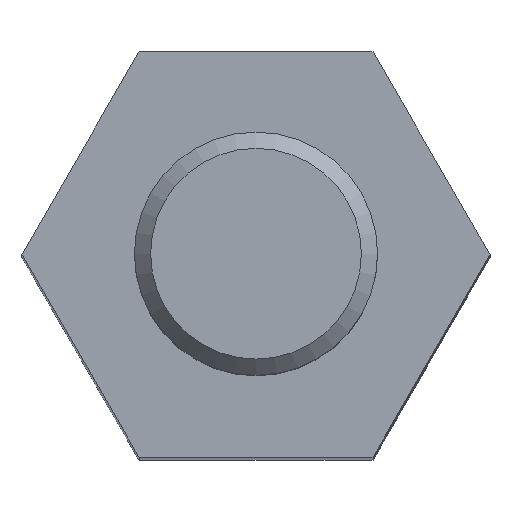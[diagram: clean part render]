
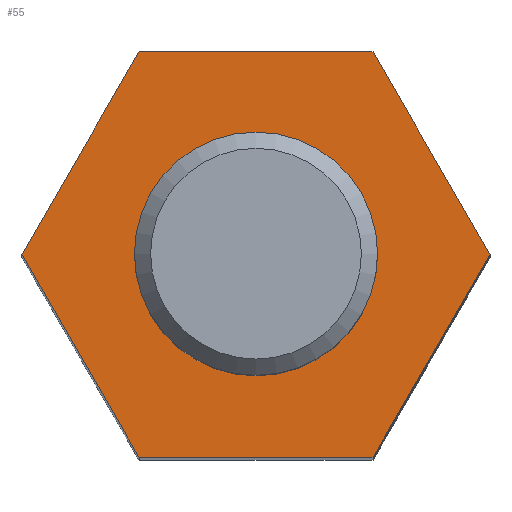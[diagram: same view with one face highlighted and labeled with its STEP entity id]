
A CAD part, top view. The second image highlights one B-rep face of the part: STEP entity #55.
In plain terms, the highlighted planar face has unit normal (0, 0, 1).
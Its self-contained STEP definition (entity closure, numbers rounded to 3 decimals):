
#55 = ADVANCED_FACE( '', ( #127, #128 ), #129, .T. );
#127 = FACE_BOUND( '', #221, .T. );
#128 = FACE_OUTER_BOUND( '', #222, .T. );
#129 = PLANE( '', #223 );
#221 = EDGE_LOOP( '', ( #319 ) );
#222 = EDGE_LOOP( '', ( #320, #321, #322, #323, #324, #325 ) );
#223 = AXIS2_PLACEMENT_3D( '', #326, #327, #328 );
#319 = ORIENTED_EDGE( '', *, *, #492, .T. );
#320 = ORIENTED_EDGE( '', *, *, #493, .T. );
#321 = ORIENTED_EDGE( '', *, *, #494, .T. );
#322 = ORIENTED_EDGE( '', *, *, #495, .T. );
#323 = ORIENTED_EDGE( '', *, *, #496, .T. );
#324 = ORIENTED_EDGE( '', *, *, #497, .T. );
#325 = ORIENTED_EDGE( '', *, *, #486, .T. );
#326 = CARTESIAN_POINT( '', ( 0., 0., 45. ) );
#327 = DIRECTION( '', ( 0., 0., 1. ) );
#328 = DIRECTION( '', ( 1., 0., 0. ) );
#486 = EDGE_CURVE( '', #558, #556, #559, .T. );
#492 = EDGE_CURVE( '', #567, #567, #568, .F. );
#493 = EDGE_CURVE( '', #556, #569, #570, .T. );
#494 = EDGE_CURVE( '', #569, #571, #572, .T. );
#495 = EDGE_CURVE( '', #571, #573, #574, .T. );
#496 = EDGE_CURVE( '', #573, #575, #576, .T. );
#497 = EDGE_CURVE( '', #575, #558, #577, .T. );
#556 = VERTEX_POINT( '', #658 );
#558 = VERTEX_POINT( '', #661 );
#559 = LINE( '', #662, #663 );
#567 = VERTEX_POINT( '', #677 );
#568 = CIRCLE( '', #678, 2.792 );
#569 = VERTEX_POINT( '', #679 );
#570 = LINE( '', #680, #681 );
#571 = VERTEX_POINT( '', #682 );
#572 = LINE( '', #683, #684 );
#573 = VERTEX_POINT( '', #685 );
#574 = LINE( '', #686, #687 );
#575 = VERTEX_POINT( '', #688 );
#576 = LINE( '', #689, #690 );
#577 = LINE( '', #691, #692 );
#658 = CARTESIAN_POINT( '', ( 2.887, 5., 45. ) );
#661 = CARTESIAN_POINT( '', ( 5.774, 0., 45. ) );
#662 = CARTESIAN_POINT( '', ( 5.774, 0., 45. ) );
#663 = VECTOR( '', #832, 1000. );
#677 = CARTESIAN_POINT( '', ( 2.792, 0., 45. ) );
#678 = AXIS2_PLACEMENT_3D( '', #837, #838, #839 );
#679 = CARTESIAN_POINT( '', ( -2.887, 5., 45. ) );
#680 = CARTESIAN_POINT( '', ( 2.887, 5., 45. ) );
#681 = VECTOR( '', #840, 1000. );
#682 = CARTESIAN_POINT( '', ( -5.774, 0., 45. ) );
#683 = CARTESIAN_POINT( '', ( -2.887, 5., 45. ) );
#684 = VECTOR( '', #841, 1000. );
#685 = CARTESIAN_POINT( '', ( -2.887, -5., 45. ) );
#686 = CARTESIAN_POINT( '', ( -5.774, 0., 45. ) );
#687 = VECTOR( '', #842, 1000. );
#688 = CARTESIAN_POINT( '', ( 2.887, -5., 45. ) );
#689 = CARTESIAN_POINT( '', ( -2.887, -5., 45. ) );
#690 = VECTOR( '', #843, 1000. );
#691 = CARTESIAN_POINT( '', ( 2.887, -5., 45. ) );
#692 = VECTOR( '', #844, 1000. );
#832 = DIRECTION( '', ( -0.5, 0.866, 0. ) );
#837 = CARTESIAN_POINT( '', ( 0., 0., 45. ) );
#838 = DIRECTION( '', ( 0., 0., 1. ) );
#839 = DIRECTION( '', ( 1., 0., 0. ) );
#840 = DIRECTION( '', ( -1., 0., 0. ) );
#841 = DIRECTION( '', ( -0.5, -0.866, 0. ) );
#842 = DIRECTION( '', ( 0.5, -0.866, 0. ) );
#843 = DIRECTION( '', ( 1., 0., 0. ) );
#844 = DIRECTION( '', ( 0.5, 0.866, 0. ) );
